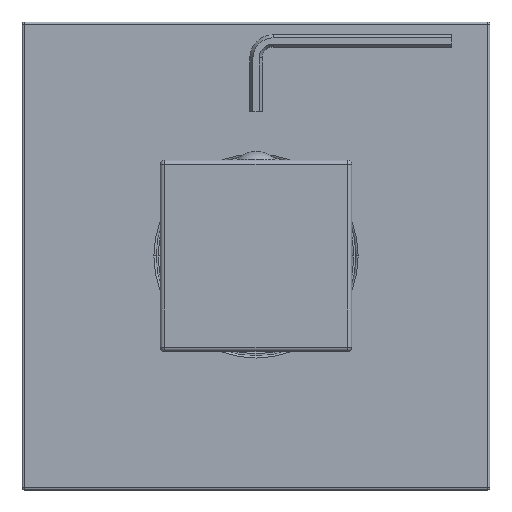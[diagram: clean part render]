
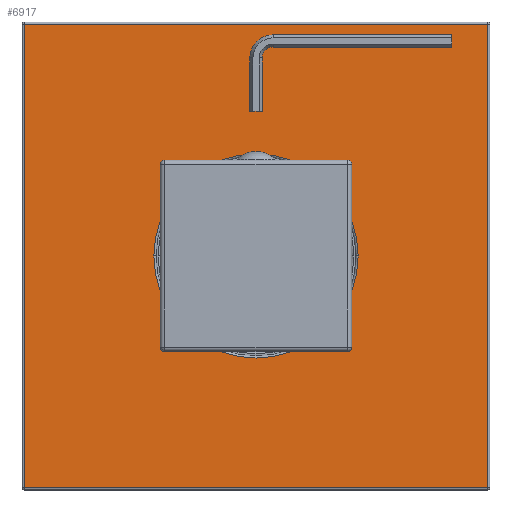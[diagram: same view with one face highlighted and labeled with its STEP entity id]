
A CAD part, top view. The second image highlights one B-rep face of the part: STEP entity #6917.
In plain terms, the highlighted face is planar.
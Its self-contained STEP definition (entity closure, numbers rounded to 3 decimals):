
#6128=DIRECTION('',(0.,0.,-1.));
#6129=VECTOR('',#6128,109.);
#6130=CARTESIAN_POINT('',(54.5,8.,54.5));
#6131=LINE('',#6130,#6129);
#6135=DIRECTION('',(1.,0.,0.));
#6136=VECTOR('',#6135,109.);
#6137=CARTESIAN_POINT('',(-54.5,8.,54.5));
#6138=LINE('',#6137,#6136);
#6142=DIRECTION('',(0.,0.,1.));
#6143=VECTOR('',#6142,109.);
#6144=CARTESIAN_POINT('',(-54.5,8.,-54.5));
#6145=LINE('',#6144,#6143);
#6149=DIRECTION('',(-1.,0.,0.));
#6150=VECTOR('',#6149,109.);
#6151=CARTESIAN_POINT('',(54.5,8.,-54.5));
#6152=LINE('',#6151,#6150);
#6156=CARTESIAN_POINT('',(0.,8.,0.));
#6157=DIRECTION('',(0.,-1.,0.));
#6158=DIRECTION('',(-1.,0.,0.));
#6159=AXIS2_PLACEMENT_3D('',#6156,#6157,#6158);
#6164=CARTESIAN_POINT('',(0.,8.,0.));
#6165=DIRECTION('',(0.,-1.,0.));
#6166=DIRECTION('',(1.,0.,0.));
#6167=AXIS2_PLACEMENT_3D('',#6164,#6165,#6166);
#6736=CARTESIAN_POINT('',(54.5,8.,54.5));
#6737=CARTESIAN_POINT('',(54.5,8.,-54.5));
#6738=VERTEX_POINT('',#6736);
#6739=VERTEX_POINT('',#6737);
#6744=CARTESIAN_POINT('',(-54.5,8.,-54.5));
#6745=VERTEX_POINT('',#6744);
#6750=CARTESIAN_POINT('',(-54.5,8.,54.5));
#6751=VERTEX_POINT('',#6750);
#6808=CARTESIAN_POINT('',(-24.,8.,0.));
#6809=CARTESIAN_POINT('',(24.,8.,0.));
#6810=VERTEX_POINT('',#6808);
#6811=VERTEX_POINT('',#6809);
#6897=CARTESIAN_POINT('',(0.,8.,0.));
#6898=DIRECTION('',(0.,1.,0.));
#6899=DIRECTION('',(1.,0.,0.));
#6900=AXIS2_PLACEMENT_3D('',#6897,#6898,#6899);
#6901=PLANE('',#6900);
#6903=ORIENTED_EDGE('',*,*,#6902,.F.);
#6904=ORIENTED_EDGE('',*,*,#6887,.F.);
#6906=ORIENTED_EDGE('',*,*,#6905,.F.);
#6908=ORIENTED_EDGE('',*,*,#6907,.F.);
#6909=EDGE_LOOP('',(#6903,#6904,#6906,#6908));
#6910=FACE_OUTER_BOUND('',#6909,.F.);
#6912=ORIENTED_EDGE('',*,*,#6911,.F.);
#6914=ORIENTED_EDGE('',*,*,#6913,.F.);
#6915=EDGE_LOOP('',(#6912,#6914));
#6916=FACE_BOUND('',#6915,.F.);
#6917=ADVANCED_FACE('',(#6910,#6916),#6901,.T.);
#6160=CIRCLE('',#6159,24.);
#6168=CIRCLE('',#6167,24.);
#6887=EDGE_CURVE('',#6751,#6738,#6138,.T.);
#6902=EDGE_CURVE('',#6738,#6739,#6131,.T.);
#6905=EDGE_CURVE('',#6745,#6751,#6145,.T.);
#6907=EDGE_CURVE('',#6739,#6745,#6152,.T.);
#6911=EDGE_CURVE('',#6810,#6811,#6160,.T.);
#6913=EDGE_CURVE('',#6811,#6810,#6168,.T.);
